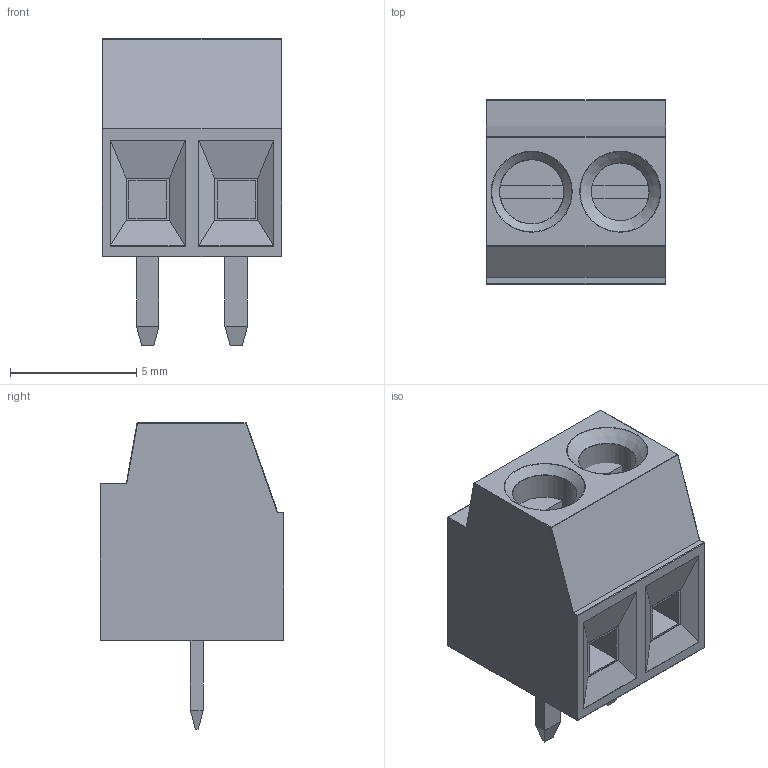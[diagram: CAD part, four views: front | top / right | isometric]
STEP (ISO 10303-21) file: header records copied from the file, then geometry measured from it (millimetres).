
FILE_DESCRIPTION(/* description */ (''),/* implementation_level */ '2;1');
FILE_NAME(/* name */ '393570002_Oriented.stp',/* time_stamp */ '2020-10-10T00:39:22+02:00',/* author */ ('AbuBakr'),/* organization */ (''),/* preprocessor_version */ 'ST-DEVELOPER v17',/* originating_system */ 'Autodesk Inventor 2019',/* authorisation */ '');
FILE_SCHEMA (('AUTOMOTIVE_DESIGN { 1 0 10303 214 3 1 1 }'));
Length unit declared in the file: millimetre
Products named in the file (7): 393570002_Oriented; 393570002; 393570002_Body; 393570002_Contacts; 393570002_Screw; 393570002_Terminals; Molex
Assembly tree (6 placements, depth 3):
  393570002_Oriented
    393570002
      393570002_Body
      393570002_Contacts
      393570002_Screw
      393570002_Terminals
      Molex
Bounding box: 7.11 x 7.29 x 12.14 mm (x, y, z)
Volume: 366.8 mm3; surface area: 644 mm2
Topology: 12 solids, 12 shells, 262 faces, 654 edges, 420 vertices
Faces by surface type: plane 136, bspline 66, cylinder 42, sphere 12, torus 4, cone 2
Full cylindrical faces by diameter (mm): 2.278 x1, 2.54 x3
Entity records: 8419 total; most frequent: CARTESIAN_POINT 2166, ORIENTED_EDGE 1308, DIRECTION 1114, EDGE_CURVE 654, VERTEX_POINT 420, LINE 410, VECTOR 410, AXIS2_PLACEMENT_3D 352
